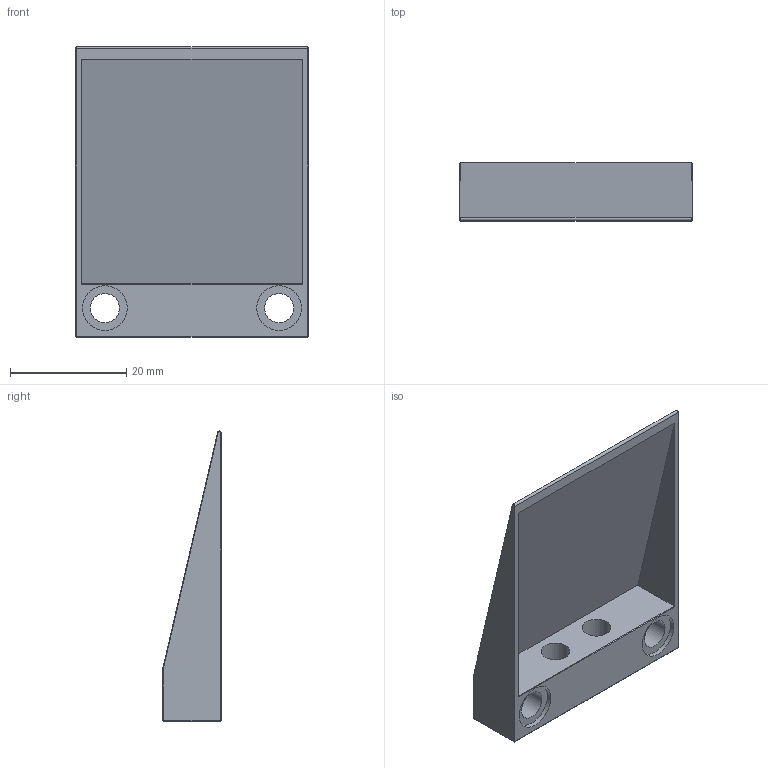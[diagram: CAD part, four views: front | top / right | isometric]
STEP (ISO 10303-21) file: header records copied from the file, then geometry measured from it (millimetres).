
FILE_DESCRIPTION(/* description */ (''),/* implementation_level */ '2;1');
FILE_NAME(/* name */ 'WE5x4.stp',/* time_stamp */ '2019-06-07T12:30:52+02:00',/* author */ ('Varga Daniel'),/* organization */ (''),/* preprocessor_version */ 'ST-DEVELOPER v18',/* originating_system */ 'Autodesk Inventor 2020',/* authorisation */ '');
FILE_SCHEMA (('AUTOMOTIVE_DESIGN { 1 0 10303 214 3 1 1 }'));
Length unit declared in the file: millimetre
Products named in the file (1): WE5x4
Bounding box: 40 x 10 x 50 mm (x, y, z)
Volume: 4796.8 mm3; surface area: 6270.1 mm2
Topology: 1 solids, 1 shells, 44 faces, 87 edges, 52 vertices
Faces by surface type: cylinder 22, plane 16, sphere 4, torus 2
Full cylindrical faces by diameter (mm): 5 x4, 7.7 x6
Entity records: 1188 total; most frequent: DIRECTION 221, CARTESIAN_POINT 184, ORIENTED_EDGE 174, AXIS2_PLACEMENT_3D 89, EDGE_CURVE 87, EDGE_LOOP 59, VERTEX_POINT 52, FACE_OUTER_BOUND 44
